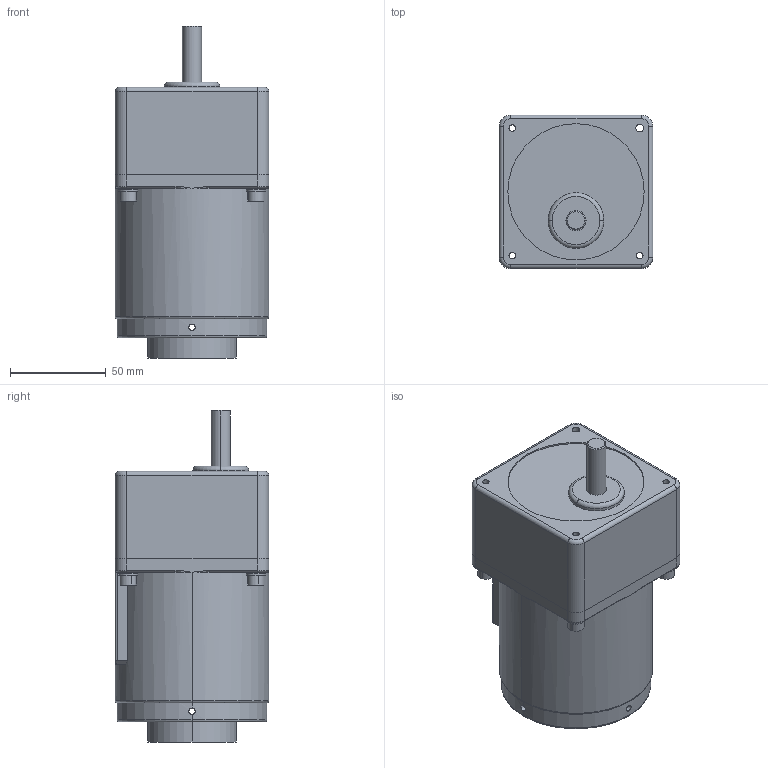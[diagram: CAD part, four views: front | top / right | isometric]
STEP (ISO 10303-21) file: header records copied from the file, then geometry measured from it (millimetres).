
FILE_DESCRIPTION (( 'STEP AP203' ), '1' );
FILE_NAME ('4IK25RGN-C+眊极.STEP', '2022-08-25T03:02:06', ( '' ), ( 'Microsoft' ), 'SwSTEP 2.0', 'SolidWorks 2020', '' );
FILE_SCHEMA (( 'CONFIG_CONTROL_DESIGN' ));
Length unit declared in the file: millimetre
Products named in the file (1): 4IK25RGN-C+眊极
Bounding box: 80 x 80 x 173 mm (x, y, z)
Surface area: 67814.5 mm2 (no closed solid volume)
Topology: 0 solids, 19 shells, 208 faces, 552 edges, 362 vertices
Faces by surface type: cylinder 101, plane 71, torus 16, cone 12, bspline 8
Entity records: 7301 total; most frequent: CARTESIAN_POINT 1981, DIRECTION 1186, ORIENTED_EDGE 954, EDGE_CURVE 544, AXIS2_PLACEMENT_3D 479, VERTEX_POINT 362, CIRCLE 278, EDGE_LOOP 262
